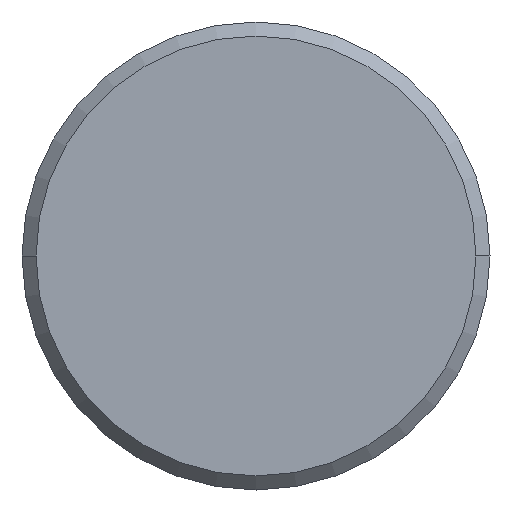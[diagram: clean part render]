
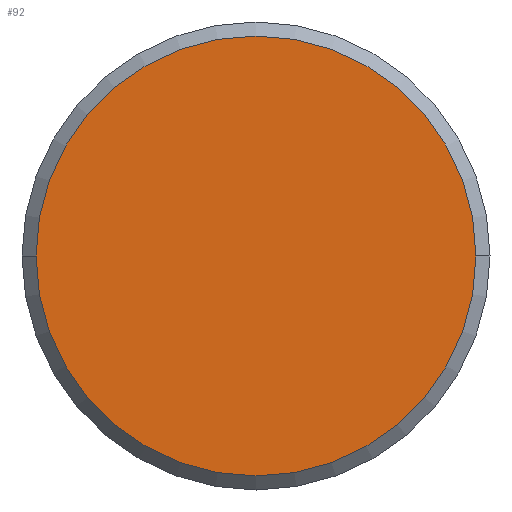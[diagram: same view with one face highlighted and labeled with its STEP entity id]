
A CAD part, left-side view. The second image highlights one B-rep face of the part: STEP entity #92.
In plain terms, the highlighted planar face has unit normal (-1, 0, 0).
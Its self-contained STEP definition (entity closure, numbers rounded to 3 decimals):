
#19 = EDGE_CURVE ( 'NONE', #374, #333, #359, .T. ) ;
#49 = PLANE ( 'NONE',  #222 ) ;
#60 = CIRCLE ( 'NONE', #286, 4.7 ) ;
#79 = DIRECTION ( 'NONE',  ( 1., 0., 0. ) ) ;
#92 = ADVANCED_FACE ( 'NONE', ( #177 ), #49, .T. ) ;
#122 = CARTESIAN_POINT ( 'NONE',  ( -49., -4.7, 0. ) ) ;
#124 = DIRECTION ( 'NONE',  ( 0., 1., 0. ) ) ;
#138 = ORIENTED_EDGE ( 'NONE', *, *, #19, .F. ) ;
#150 = CARTESIAN_POINT ( 'NONE',  ( -49., 0., 0. ) ) ;
#168 = EDGE_CURVE ( 'NONE', #333, #374, #60, .T. ) ;
#177 = FACE_OUTER_BOUND ( 'NONE', #234, .T. ) ;
#210 = DIRECTION ( 'NONE',  ( 0., -1., 0. ) ) ;
#222 = AXIS2_PLACEMENT_3D ( 'NONE', #299, #390, #210 ) ;
#234 = EDGE_LOOP ( 'NONE', ( #349, #138 ) ) ;
#269 = CARTESIAN_POINT ( 'NONE',  ( -49., 0., 0. ) ) ;
#286 = AXIS2_PLACEMENT_3D ( 'NONE', #150, #340, #124 ) ;
#294 = DIRECTION ( 'NONE',  ( 0., 1., 0. ) ) ;
#299 = CARTESIAN_POINT ( 'NONE',  ( -49., 0., 0. ) ) ;
#333 = VERTEX_POINT ( 'NONE', #370 ) ;
#340 = DIRECTION ( 'NONE',  ( 1., 0., 0. ) ) ;
#349 = ORIENTED_EDGE ( 'NONE', *, *, #168, .F. ) ;
#356 = AXIS2_PLACEMENT_3D ( 'NONE', #269, #79, #294 ) ;
#359 = CIRCLE ( 'NONE', #356, 4.7 ) ;
#370 = CARTESIAN_POINT ( 'NONE',  ( -49., 4.7, 0. ) ) ;
#374 = VERTEX_POINT ( 'NONE', #122 ) ;
#390 = DIRECTION ( 'NONE',  ( -1., 0., 0. ) ) ;
